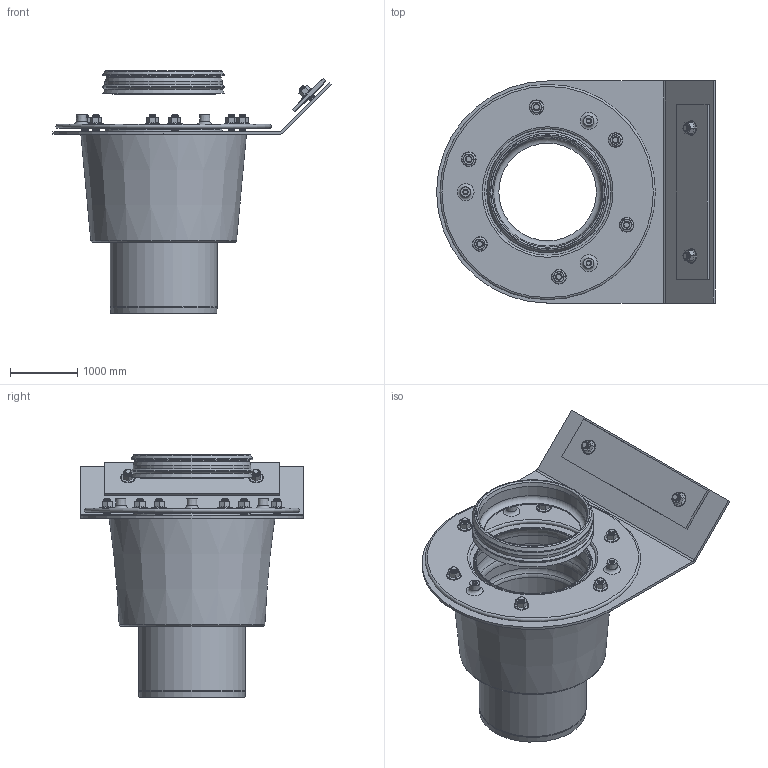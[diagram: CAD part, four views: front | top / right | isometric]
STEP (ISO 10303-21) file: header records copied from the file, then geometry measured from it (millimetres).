
FILE_DESCRIPTION(/* description */ (''),/* implementation_level */ '2;1');
FILE_NAME(/* name */ '21823.150X_3D.stp',/* time_stamp */ '2024-12-12T08:46:06+01:00',/* author */ ('CAD'),/* organization */ (''),/* preprocessor_version */ 'ST-DEVELOPER v20',/* originating_system */ 'AutoCAD Mechanical',/* authorisation */ '');
FILE_SCHEMA (('AUTOMOTIVE_DESIGN { 1 0 10303 214 3 1 1 }'));
Length unit declared in the file: centimetre
Products named in the file (2): Product; *S0
Assembly tree (1 placements, depth 2):
  Product
    *S0
Bounding box: 4142.46 x 3300 x 3610 mm (x, y, z)
Volume: 3498947286.8 mm3; surface area: 98295915.8 mm2
Topology: 25 solids, 25 shells, 585 faces, 1192 edges, 687 vertices
Faces by surface type: cone 336, plane 141, cylinder 75, torus 33
Full cylindrical faces by diameter (mm): 70 x12, 80 x18, 83.76 x8, 100 x8, 140 x6, 160 x2, 1450 x1, 1560 x1, 1590 x2, 1610 x1, 1620 x1, 1640 x1, 1670 x1, 1690 x1, 1750 x2, 1760 x1, 1780 x1, 1790 x1, 1800 x1, 1810 x2, 2040 x1
Entity records: 15757 total; most frequent: CARTESIAN_POINT 3211, DIRECTION 2810, ORIENTED_EDGE 2384, EDGE_CURVE 1192, AXIS2_PLACEMENT_3D 1182, VERTEX_POINT 687, EDGE_LOOP 669, CIRCLE 594
